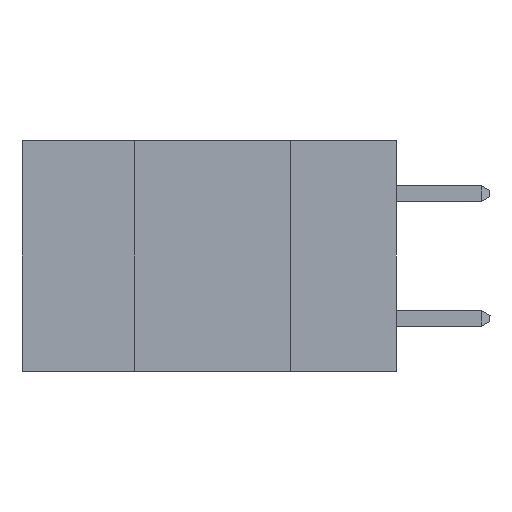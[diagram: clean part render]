
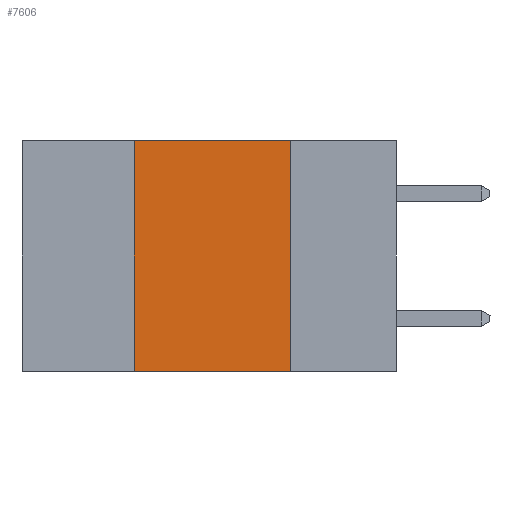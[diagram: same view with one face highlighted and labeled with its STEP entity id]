
A CAD part, left-side view. The second image highlights one B-rep face of the part: STEP entity #7606.
In plain terms, the highlighted planar face has unit normal (-1, 0, 0).
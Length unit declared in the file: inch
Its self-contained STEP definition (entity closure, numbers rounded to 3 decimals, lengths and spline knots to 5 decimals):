
#1045 = VERTEX_POINT ( 'NONE', #2008 ) ;
#1078 = VECTOR ( 'NONE', #3800, 39.37008 ) ;
#1435 = VERTEX_POINT ( 'NONE', #2536 ) ;
#1624 = CARTESIAN_POINT ( 'NONE',  ( 0., 0.6, 0. ) ) ;
#2008 = CARTESIAN_POINT ( 'NONE',  ( 0., 0.42, -0.37 ) ) ;
#2536 = CARTESIAN_POINT ( 'NONE',  ( 0., 0.17, -0.37 ) ) ;
#2604 = EDGE_LOOP ( 'NONE', ( #6861, #5368, #5014, #8282 ) ) ;
#3164 = EDGE_CURVE ( 'NONE', #1045, #1435, #11024, .T. ) ;
#3546 = EDGE_CURVE ( 'NONE', #8989, #1435, #11162, .T. ) ;
#3800 = DIRECTION ( 'NONE',  ( 0., 0., -1. ) ) ;
#3970 = CARTESIAN_POINT ( 'NONE',  ( 0., 0.42, 0. ) ) ;
#4151 = DIRECTION ( 'NONE',  ( 0., -1., 0. ) ) ;
#4173 = CARTESIAN_POINT ( 'NONE',  ( 0., 0.6, 0. ) ) ;
#4217 = DIRECTION ( 'NONE',  ( 0., 0., -1. ) ) ;
#4265 = DIRECTION ( 'NONE',  ( 0., -1., 0. ) ) ;
#4632 = LINE ( 'NONE', #1624, #8077 ) ;
#4684 = FACE_OUTER_BOUND ( 'NONE', #2604, .T. ) ;
#5014 = ORIENTED_EDGE ( 'NONE', *, *, #7100, .F. ) ;
#5113 = CARTESIAN_POINT ( 'NONE',  ( 0., 0.17, 0. ) ) ;
#5368 = ORIENTED_EDGE ( 'NONE', *, *, #9318, .F. ) ;
#5658 = VECTOR ( 'NONE', #6102, 39.37008 ) ;
#6102 = DIRECTION ( 'NONE',  ( 0., 0., 1. ) ) ;
#6407 = AXIS2_PLACEMENT_3D ( 'NONE', #4173, #7721, #4217 ) ;
#6857 = VECTOR ( 'NONE', #4151, 39.37008 ) ;
#6861 = ORIENTED_EDGE ( 'NONE', *, *, #3546, .F. ) ;
#6944 = CARTESIAN_POINT ( 'NONE',  ( 0., 0.42, 0. ) ) ;
#7100 = EDGE_CURVE ( 'NONE', #1045, #11240, #11339, .T. ) ;
#7606 = ADVANCED_FACE ( 'NONE', ( #4684 ), #10281, .F. ) ;
#7721 = DIRECTION ( 'NONE',  ( 1., 0., 0. ) ) ;
#8077 = VECTOR ( 'NONE', #4265, 39.37008 ) ;
#8282 = ORIENTED_EDGE ( 'NONE', *, *, #3164, .T. ) ;
#8989 = VERTEX_POINT ( 'NONE', #5113 ) ;
#9082 = CARTESIAN_POINT ( 'NONE',  ( 0., 0.17, 0. ) ) ;
#9318 = EDGE_CURVE ( 'NONE', #11240, #8989, #4632, .T. ) ;
#9404 = CARTESIAN_POINT ( 'NONE',  ( 0., 0.6, -0.37 ) ) ;
#10281 = PLANE ( 'NONE',  #6407 ) ;
#11024 = LINE ( 'NONE', #9404, #6857 ) ;
#11162 = LINE ( 'NONE', #9082, #1078 ) ;
#11240 = VERTEX_POINT ( 'NONE', #3970 ) ;
#11339 = LINE ( 'NONE', #6944, #5658 ) ;
